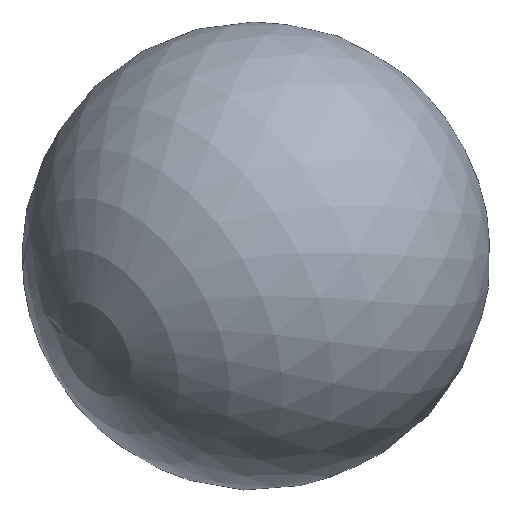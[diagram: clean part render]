
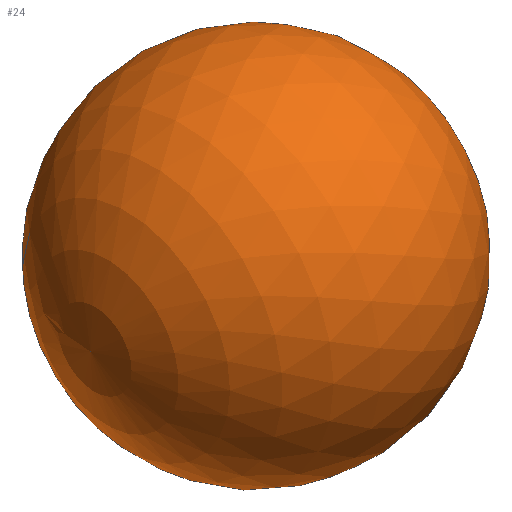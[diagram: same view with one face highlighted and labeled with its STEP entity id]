
A CAD part, isometric view. The second image highlights one B-rep face of the part: STEP entity #24.
In plain terms, the highlighted spherical face has radius 1 mm.
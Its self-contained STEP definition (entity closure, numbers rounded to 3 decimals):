
#15=FACE_OUTER_BOUND('',#16,.T.);
#16=EDGE_LOOP('',(#21,#22));
#17=CIRCLE('',#46,1.);
#18=VERTEX_POINT('',#55);
#19=VERTEX_POINT('',#56);
#20=EDGE_CURVE('',#18,#19,#17,.T.);
#21=ORIENTED_EDGE('',*,*,#20,.T.);
#22=ORIENTED_EDGE('',*,*,#20,.F.);
#23=SPHERICAL_SURFACE('',#45,1.);
#24=ADVANCED_FACE('',(#15),#23,.T.);
#45=AXIS2_PLACEMENT_3D('',#54,#49,#50);
#46=AXIS2_PLACEMENT_3D('',#57,#51,#52);
#49=DIRECTION('center_axis',(1.,0.,0.));
#50=DIRECTION('ref_axis',(0.,-1.,0.));
#51=DIRECTION('center_axis',(0.,0.,1.));
#52=DIRECTION('ref_axis',(0.,1.,0.));
#54=CARTESIAN_POINT('Origin',(-89.452,0.,43.163));
#55=CARTESIAN_POINT('',(-88.452,0.,43.163));
#56=CARTESIAN_POINT('',(-90.452,0.,43.163));
#57=CARTESIAN_POINT('Origin',(-89.452,0.,43.163));
